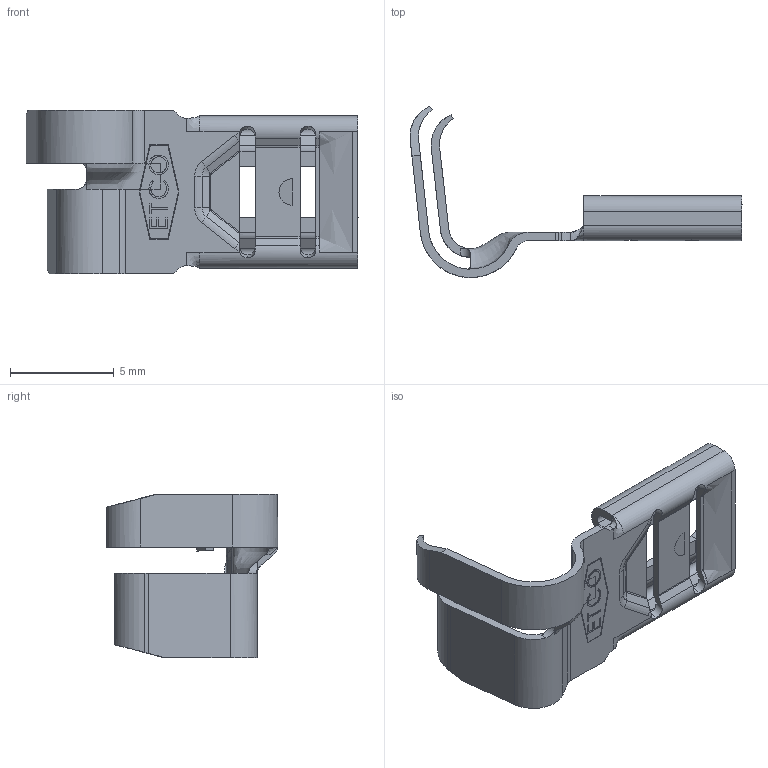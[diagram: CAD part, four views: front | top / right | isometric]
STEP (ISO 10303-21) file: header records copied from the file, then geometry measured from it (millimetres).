
FILE_DESCRIPTION (( 'STEP AP203' ), '1' );
FILE_NAME ('07859.STEP', '2015-01-26T20:04:27', ( '' ), ( '' ), 'SwSTEP 2.0', 'SolidWorks 2014', '' );
FILE_SCHEMA (( 'CONFIG_CONTROL_DESIGN' ));
Length unit declared in the file: inch
Products named in the file (1): 07859
Bounding box: 16 x 8.26 x 7.87 mm (x, y, z)
Volume: 79.3 mm3; surface area: 448.3 mm2
Topology: 1 solids, 1 shells, 339 faces, 938 edges, 600 vertices
Faces by surface type: plane 161, cylinder 79, bspline 63, cone 24, torus 12
Entity records: 14000 total; most frequent: CARTESIAN_POINT 5880, ORIENTED_EDGE 1870, DIRECTION 1414, EDGE_CURVE 935, VERTEX_POINT 600, LINE 536, VECTOR 536, AXIS2_PLACEMENT_3D 439
